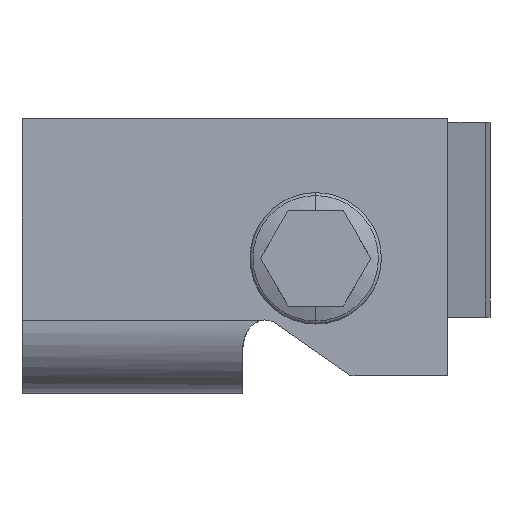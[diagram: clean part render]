
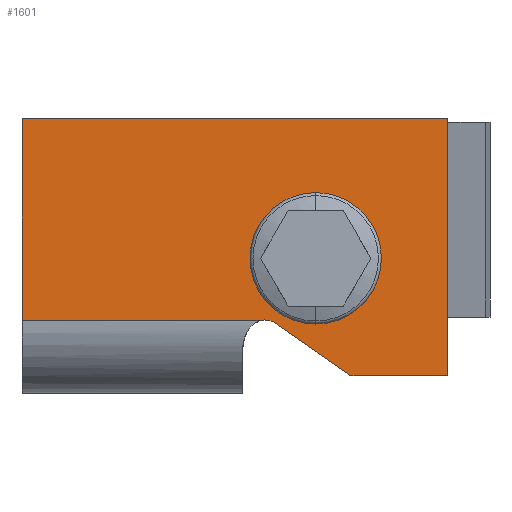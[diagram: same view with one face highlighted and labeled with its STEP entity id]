
A CAD part, front view. The second image highlights one B-rep face of the part: STEP entity #1601.
In plain terms, the highlighted face is planar.
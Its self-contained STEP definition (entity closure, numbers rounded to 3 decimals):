
#17 = CARTESIAN_POINT ( 'NONE',  ( 32.567, 21., -9.94 ) ) ;
#21 = ORIENTED_EDGE ( 'NONE', *, *, #897, .T. ) ;
#57 = DIRECTION ( 'NONE',  ( 0., -1., 0. ) ) ;
#88 = VECTOR ( 'NONE', #194, 1000. ) ;
#128 = FACE_OUTER_BOUND ( 'NONE', #2162, .T. ) ;
#158 = ORIENTED_EDGE ( 'NONE', *, *, #1704, .T. ) ;
#194 = DIRECTION ( 'NONE',  ( 0.819, 0., 0.574 ) ) ;
#248 = ORIENTED_EDGE ( 'NONE', *, *, #485, .T. ) ;
#266 = CIRCLE ( 'NONE', #2644, 3. ) ;
#332 = CARTESIAN_POINT ( 'NONE',  ( 0., 21., -9.94 ) ) ;
#342 = VECTOR ( 'NONE', #1627, 1000. ) ;
#366 = LINE ( 'NONE', #656, #1333 ) ;
#368 = CARTESIAN_POINT ( 'NONE',  ( 58., 21., -37.371 ) ) ;
#433 = VERTEX_POINT ( 'NONE', #2091 ) ;
#485 = EDGE_CURVE ( 'NONE', #790, #534, #2616, .T. ) ;
#488 = CARTESIAN_POINT ( 'NONE',  ( 33., 21., -9.94 ) ) ;
#503 = PLANE ( 'NONE',  #1207 ) ;
#534 = VERTEX_POINT ( 'NONE', #1129 ) ;
#624 = CARTESIAN_POINT ( 'NONE',  ( 0., 21., -37.371 ) ) ;
#646 = DIRECTION ( 'NONE',  ( 0., -1., 0. ) ) ;
#656 = CARTESIAN_POINT ( 'NONE',  ( 58., 21., -2.371 ) ) ;
#673 = ORIENTED_EDGE ( 'NONE', *, *, #816, .T. ) ;
#677 = LINE ( 'NONE', #488, #1559 ) ;
#711 = CARTESIAN_POINT ( 'NONE',  ( 33., 21., -6.971 ) ) ;
#790 = VERTEX_POINT ( 'NONE', #2017 ) ;
#816 = EDGE_CURVE ( 'NONE', #2618, #1638, #1439, .T. ) ;
#817 = VECTOR ( 'NONE', #1498, 1000. ) ;
#871 = ORIENTED_EDGE ( 'NONE', *, *, #2293, .T. ) ;
#884 = DIRECTION ( 'NONE',  ( 1., 0., 0. ) ) ;
#897 = EDGE_CURVE ( 'NONE', #1638, #1653, #1923, .T. ) ;
#912 = EDGE_CURVE ( 'NONE', #534, #790, #1246, .T. ) ;
#938 = DIRECTION ( 'NONE',  ( -1., 0., 0. ) ) ;
#1075 = DIRECTION ( 'NONE',  ( 1., 0., 0. ) ) ;
#1085 = DIRECTION ( 'NONE',  ( 0., 0., -1. ) ) ;
#1129 = CARTESIAN_POINT ( 'NONE',  ( 40., 21., -14.971 ) ) ;
#1149 = AXIS2_PLACEMENT_3D ( 'NONE', #1322, #57, #1533 ) ;
#1199 = FACE_BOUND ( 'NONE', #1571, .T. ) ;
#1207 = AXIS2_PLACEMENT_3D ( 'NONE', #711, #2175, #938 ) ;
#1216 = CARTESIAN_POINT ( 'NONE',  ( 33., 21., -6.971 ) ) ;
#1246 = CIRCLE ( 'NONE', #1678, 3.4 ) ;
#1321 = ORIENTED_EDGE ( 'NONE', *, *, #912, .T. ) ;
#1322 = CARTESIAN_POINT ( 'NONE',  ( 40., 21., -18.371 ) ) ;
#1333 = VECTOR ( 'NONE', #1075, 1000. ) ;
#1429 = CARTESIAN_POINT ( 'NONE',  ( 44.8, 21., -2.371 ) ) ;
#1432 = CARTESIAN_POINT ( 'NONE',  ( 44.8, 21., -2.371 ) ) ;
#1439 = LINE ( 'NONE', #2491, #342 ) ;
#1498 = DIRECTION ( 'NONE',  ( 0., 0., 1. ) ) ;
#1533 = DIRECTION ( 'NONE',  ( 0., 0., -1. ) ) ;
#1542 = ORIENTED_EDGE ( 'NONE', *, *, #2261, .T. ) ;
#1559 = VECTOR ( 'NONE', #884, 1000. ) ;
#1571 = EDGE_LOOP ( 'NONE', ( #248, #1321 ) ) ;
#1601 = ADVANCED_FACE ( 'NONE', ( #1199, #128 ), #503, .F. ) ;
#1627 = DIRECTION ( 'NONE',  ( -1., 0., 0. ) ) ;
#1637 = DIRECTION ( 'NONE',  ( -1., 0., 0. ) ) ;
#1638 = VERTEX_POINT ( 'NONE', #624 ) ;
#1647 = DIRECTION ( 'NONE',  ( 0., -1., 0. ) ) ;
#1653 = VERTEX_POINT ( 'NONE', #332 ) ;
#1660 = EDGE_CURVE ( 'NONE', #2529, #2231, #2437, .T. ) ;
#1678 = AXIS2_PLACEMENT_3D ( 'NONE', #2103, #646, #1085 ) ;
#1704 = EDGE_CURVE ( 'NONE', #2231, #433, #366, .T. ) ;
#1705 = VERTEX_POINT ( 'NONE', #17 ) ;
#1744 = CARTESIAN_POINT ( 'NONE',  ( 34.721, 21., -9.429 ) ) ;
#1847 = ORIENTED_EDGE ( 'NONE', *, *, #2483, .T. ) ;
#1923 = LINE ( 'NONE', #2308, #817 ) ;
#2017 = CARTESIAN_POINT ( 'NONE',  ( 40., 21., -21.771 ) ) ;
#2091 = CARTESIAN_POINT ( 'NONE',  ( 58., 21., -2.371 ) ) ;
#2103 = CARTESIAN_POINT ( 'NONE',  ( 40., 21., -18.371 ) ) ;
#2120 = LINE ( 'NONE', #2252, #2176 ) ;
#2162 = EDGE_LOOP ( 'NONE', ( #21, #1847, #1542, #2199, #158, #871, #673 ) ) ;
#2175 = DIRECTION ( 'NONE',  ( 0., -1., 0. ) ) ;
#2176 = VECTOR ( 'NONE', #2702, 1000. ) ;
#2199 = ORIENTED_EDGE ( 'NONE', *, *, #1660, .T. ) ;
#2231 = VERTEX_POINT ( 'NONE', #1429 ) ;
#2252 = CARTESIAN_POINT ( 'NONE',  ( 58., 21., -37.371 ) ) ;
#2261 = EDGE_CURVE ( 'NONE', #1705, #2529, #266, .T. ) ;
#2293 = EDGE_CURVE ( 'NONE', #433, #2618, #2120, .T. ) ;
#2308 = CARTESIAN_POINT ( 'NONE',  ( 0., 21., 60.629 ) ) ;
#2437 = LINE ( 'NONE', #1432, #88 ) ;
#2483 = EDGE_CURVE ( 'NONE', #1653, #1705, #677, .T. ) ;
#2491 = CARTESIAN_POINT ( 'NONE',  ( 0., 21., -37.371 ) ) ;
#2529 = VERTEX_POINT ( 'NONE', #1744 ) ;
#2616 = CIRCLE ( 'NONE', #1149, 3.4 ) ;
#2618 = VERTEX_POINT ( 'NONE', #368 ) ;
#2644 = AXIS2_PLACEMENT_3D ( 'NONE', #1216, #1647, #1637 ) ;
#2702 = DIRECTION ( 'NONE',  ( 0., 0., -1. ) ) ;
